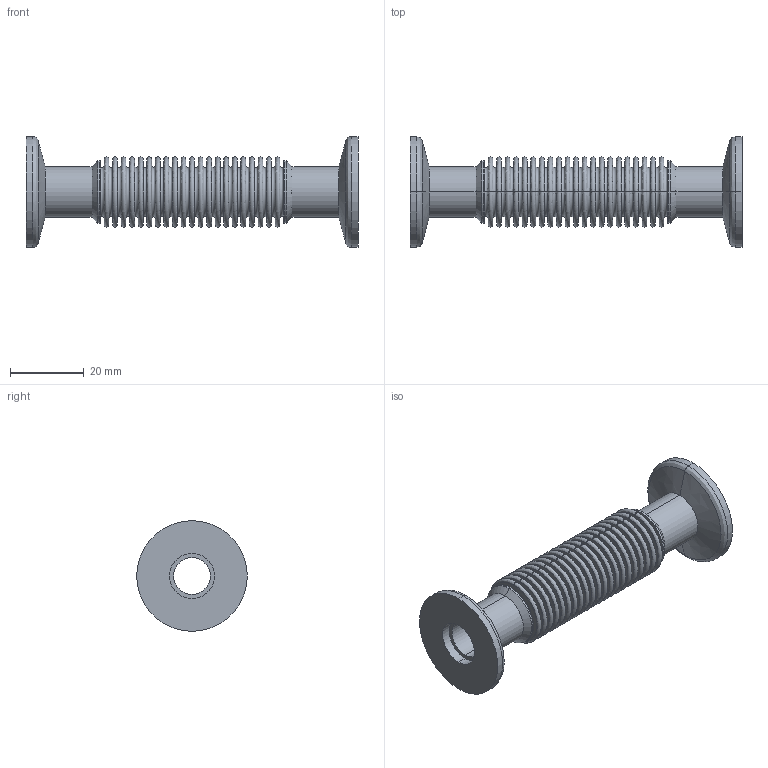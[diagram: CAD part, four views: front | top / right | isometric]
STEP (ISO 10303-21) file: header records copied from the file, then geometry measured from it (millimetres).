
FILE_DESCRIPTION( (''), '2;1');
FILE_NAME ('CAD714.6112.KF10_23132.stp','2017-01-24T16:29:55',(''),(''),'spGate 12.6.6','','');
FILE_SCHEMA (('AUTOMOTIVE_DESIGN'));
Length unit declared in the file: millimetre
Products named in the file (4): Assembly; KF10-1; KF10-2; KF10-2_mr
Assembly tree (3 placements, depth 2):
  Assembly
    KF10-1
    KF10-2
    KF10-2_mr
Bounding box: 90 x 30 x 30 mm (x, y, z)
Volume: 8359 mm3; surface area: 21322.8 mm2
Topology: 3 solids, 3 shells, 302 faces, 604 edges, 396 vertices
Faces by surface type: bspline 184, plane 94, cylinder 24
Entity records: 17244 total; most frequent: CARTESIAN_POINT 6334, ORIENTED_EDGE 1208, DIRECTION 1044, COLOUR_RGB 909, PRESENTATION_STYLE_ASSIGNMENT 909, STYLED_ITEM 909, EDGE_CURVE 604, DRAUGHTING_PRE_DEFINED_CURVE_FONT 604
